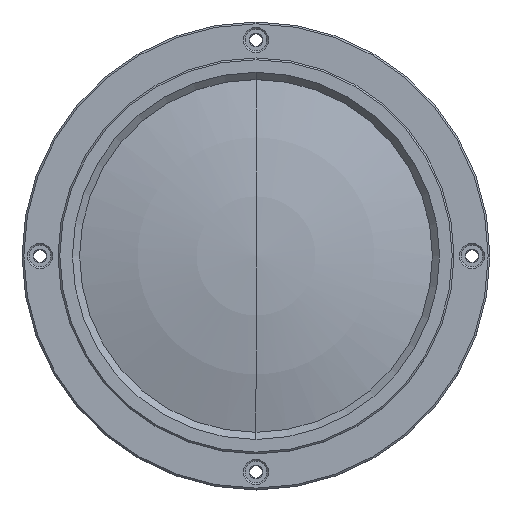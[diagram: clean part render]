
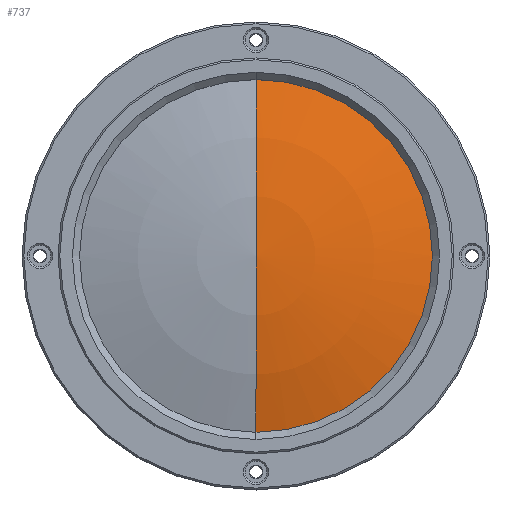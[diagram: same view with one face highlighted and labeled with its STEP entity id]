
A CAD part, top view. The second image highlights one B-rep face of the part: STEP entity #737.
In plain terms, the highlighted spherical face has radius 174.696 mm.
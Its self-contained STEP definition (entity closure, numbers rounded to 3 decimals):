
#34 = CIRCLE ( 'NONE', #1392, 174.696 ) ;
#270 = DIRECTION ( 'NONE',  ( 0., -1., 0. ) ) ;
#404 = EDGE_CURVE ( 'NONE', #630, #1550, #34, .T. ) ;
#532 = DIRECTION ( 'NONE',  ( 0., -0.28, 0.96 ) ) ;
#617 = CARTESIAN_POINT ( 'NONE',  ( 0., -49., 68.487 ) ) ;
#630 = VERTEX_POINT ( 'NONE', #617 ) ;
#679 = CIRCLE ( 'NONE', #1981, 49. ) ;
#737 = ADVANCED_FACE ( 'NONE', ( #816 ), #2043, .T. ) ;
#816 = FACE_OUTER_BOUND ( 'NONE', #1432, .T. ) ;
#1177 = CARTESIAN_POINT ( 'NONE',  ( 0., 49., 68.487 ) ) ;
#1219 = DIRECTION ( 'NONE',  ( -1., 0., 0. ) ) ;
#1347 = ORIENTED_EDGE ( 'NONE', *, *, #404, .F. ) ;
#1350 = DIRECTION ( 'NONE',  ( 0., 0., -1. ) ) ;
#1354 = DIRECTION ( 'NONE',  ( 0., 0., 1. ) ) ;
#1392 = AXIS2_PLACEMENT_3D ( 'NONE', #2282, #1219, #532 ) ;
#1432 = EDGE_LOOP ( 'NONE', ( #1347, #2098 ) ) ;
#1485 = EDGE_CURVE ( 'NONE', #1550, #630, #679, .T. ) ;
#1550 = VERTEX_POINT ( 'NONE', #1177 ) ;
#1981 = AXIS2_PLACEMENT_3D ( 'NONE', #2241, #1350, #2068 ) ;
#1986 = AXIS2_PLACEMENT_3D ( 'NONE', #2054, #1354, #270 ) ;
#2043 = SPHERICAL_SURFACE ( 'NONE', #1986, 174.696 ) ;
#2054 = CARTESIAN_POINT ( 'NONE',  ( 0., 0., -99.196 ) ) ;
#2068 = DIRECTION ( 'NONE',  ( 0., 1., 0. ) ) ;
#2098 = ORIENTED_EDGE ( 'NONE', *, *, #1485, .F. ) ;
#2241 = CARTESIAN_POINT ( 'NONE',  ( 0., 0., 68.487 ) ) ;
#2282 = CARTESIAN_POINT ( 'NONE',  ( 0., 0., -99.196 ) ) ;
